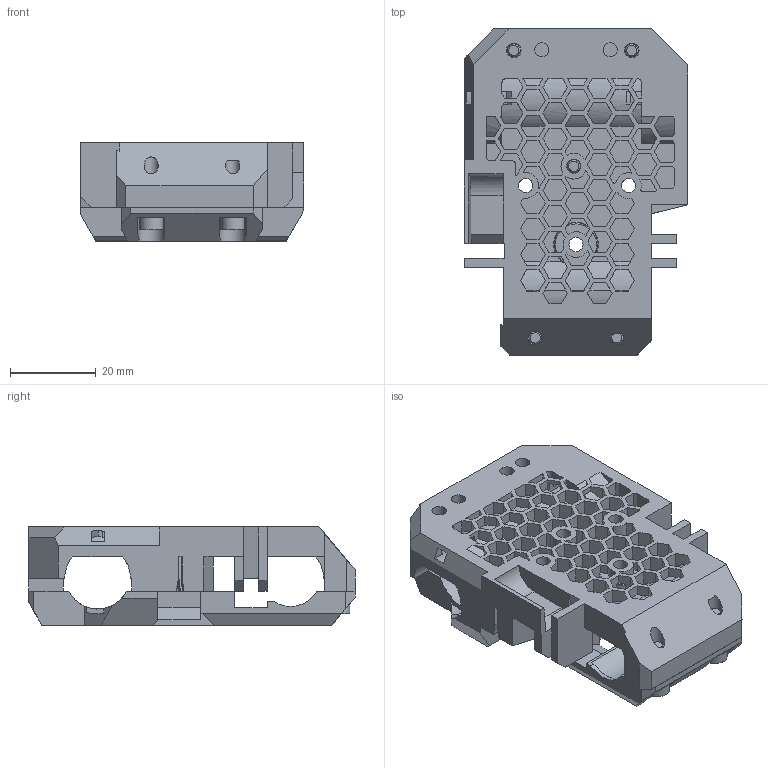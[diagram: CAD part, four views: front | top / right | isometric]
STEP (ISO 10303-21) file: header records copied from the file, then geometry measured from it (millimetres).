
FILE_DESCRIPTION (( 'STEP AP214' ), '1' );
FILE_NAME ('LGX X-carriage for MK3S & Mosquito.STEP', '2024-02-26T15:29:19', ( '' ), ( '' ), 'SwSTEP 2.0', 'SolidWorks 2023', '' );
FILE_SCHEMA (( 'AUTOMOTIVE_DESIGN' ));
Length unit declared in the file: millimetre
Products named in the file (7): 10085-4; 15113; FKM Fyrkantsmutter_FKM2.5; LGX X-carriage for MK3S & Mosquito; 93400401; 10085-3; MC6S_M3X10OBEH
Assembly tree (14 placements, depth 3):
  LGX X-carriage for MK3S & Mosquito
    15113
      10085-3
      10085-4
      93400401
      FKM Fyrkantsmutter_FKM2.5  x5
      MC6S_M3X10OBEH  x5
Bounding box: 52 x 76 x 22.9 mm (x, y, z)
Volume: 38066.1 mm3; surface area: 31874.8 mm2
Topology: 14 solids, 15 shells, 1550 faces, 4199 edges, 2773 vertices
Faces by surface type: plane 1242, cylinder 238, torus 34, cone 28, bspline 6, sphere 2
Full cylindrical faces by diameter (mm): 2.459 x1, 2.5 x5, 3 x5, 3.3 x11, 3.6 x2, 5.5 x5, 6 x5, 6.2 x2
Entity records: 45669 total; most frequent: CARTESIAN_POINT 9772, ORIENTED_EDGE 7780, DIRECTION 6750, EDGE_CURVE 3890, VECTOR 3094, LINE 3094, VERTEX_POINT 2600, AXIS2_PLACEMENT_3D 1828
